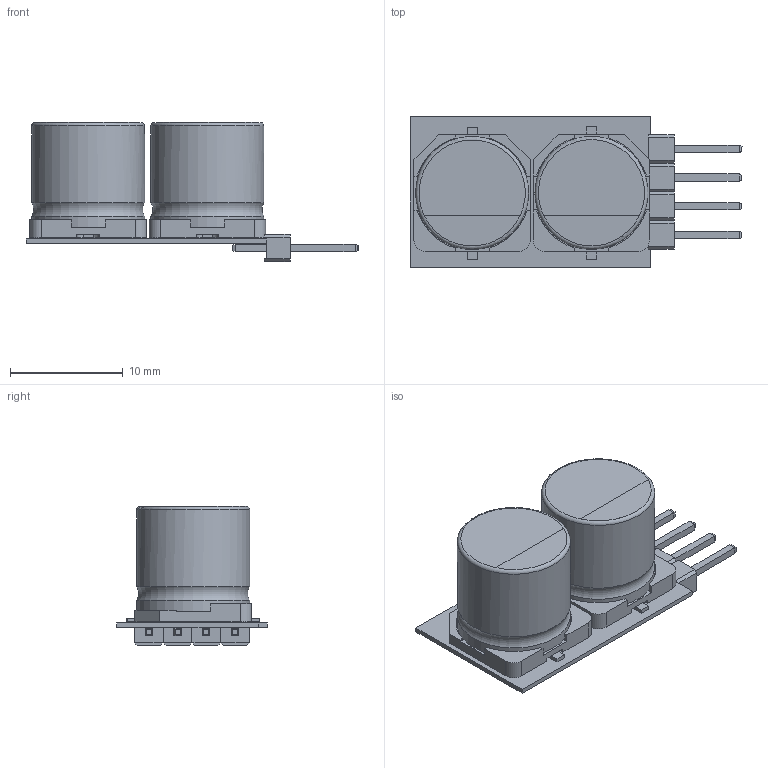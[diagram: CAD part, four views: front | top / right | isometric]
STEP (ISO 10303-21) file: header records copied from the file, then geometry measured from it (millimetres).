
FILE_DESCRIPTION(('Open CASCADE Model'),'2;1');
FILE_NAME('Open CASCADE Shape Model','2025-03-23T19:10:41',('Author'),( 'Open CASCADE'),'Open CASCADE STEP processor 6.8','Open CASCADE 6.8' ,'Unknown');
FILE_SCHEMA(('AUTOMOTIVE_DESIGN { 1 0 10303 214 1 1 1 1 }'));
Length unit declared in the file: millimetre
Products named in the file (12): PCB; Board; Open CASCADE STEP translator 6.8 3.1.1; U1; 4x_Male_Pin_2.54_mm; 1_Male_Pin_2.54_mm; C1; EEE-FK1J101P; 10x9.3L_SIDE_CODE_G; 10_SIZE_CODE_G; 10_SIZE_CODE_G; C2
Assembly tree (16 placements, depth 4):
  PCB
    Board
      Open CASCADE STEP translator 6.8 3.1.1
    U1
      4x_Male_Pin_2.54_mm
        1_Male_Pin_2.54_mm  x4
    C1
      EEE-FK1J101P
        10x9.3L_SIDE_CODE_G
        10_SIZE_CODE_G
        10_SIZE_CODE_G  x2
    C2
      EEE-FK1J101P
        10x9.3L_SIDE_CODE_G
        10_SIZE_CODE_G
        10_SIZE_CODE_G  x2
Bounding box: 29.38 x 13.3 x 12.3 mm (x, y, z)
Volume: 1830.6 mm3; surface area: 2299.9 mm2
Topology: 13 solids, 13 shells, 281 faces, 695 edges, 444 vertices
Faces by surface type: plane 235, cylinder 34, sphere 8, torus 4
Full cylindrical faces by diameter (mm): 1.1 x4, 1.2 x4, 10 x4
Entity records: 3786 total; most frequent: CARTESIAN_POINT 537, DIRECTION 506, ORIENTED_EDGE 486, EDGE_CURVE 243, LINE 194, VECTOR 194, VERTEX_POINT 157, AXIS2_PLACEMENT_3D 156
